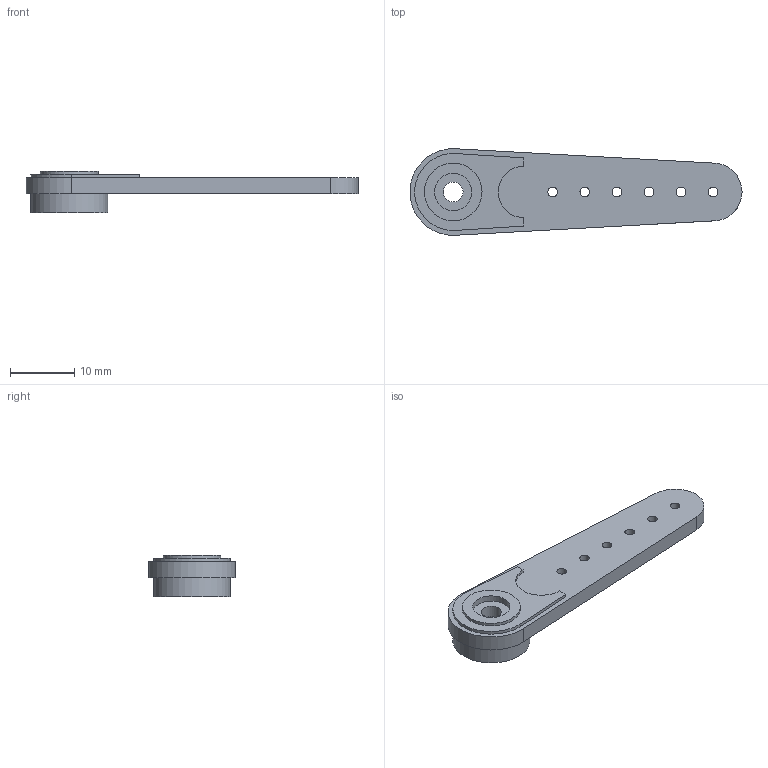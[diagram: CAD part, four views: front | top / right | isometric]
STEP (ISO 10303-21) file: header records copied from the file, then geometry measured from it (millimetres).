
FILE_DESCRIPTION( ( 'horn for HS-311' ), '1' );
FILE_NAME( 'HS-311_servo_horn.stp', '2017-09-14T16:37:08', ( 'Tomasz Musial' ), ( '-' ), 'PSStep 17.0.49', 'ST7', ' ' );
FILE_SCHEMA( ( 'AUTOMOTIVE_DESIGN { 1 0 10303 214 1 1 1 1 }' ) );
Length unit declared in the file: millimetre
Products named in the file (1): 1
Bounding box: 51.73 x 13.48 x 6.5 mm (x, y, z)
Volume: 1687.9 mm3; surface area: 1701.7 mm2
Topology: 1 solids, 1 shells, 28 faces, 71 edges, 50 vertices
Faces by surface type: cylinder 15, plane 13
Full cylindrical faces by diameter (mm): 1.5 x6, 3.1 x1, 5.8 x2, 9 x1, 12 x1
Entity records: 1010 total; most frequent: DIRECTION 140, CARTESIAN_POINT 123, ORIENTED_EDGE 104, AXIS2_PLACEMENT_3D 59, EDGE_LOOP 58, EDGE_CURVE 52, VERTEX_POINT 42, FACE_OUTER_BOUND 39
